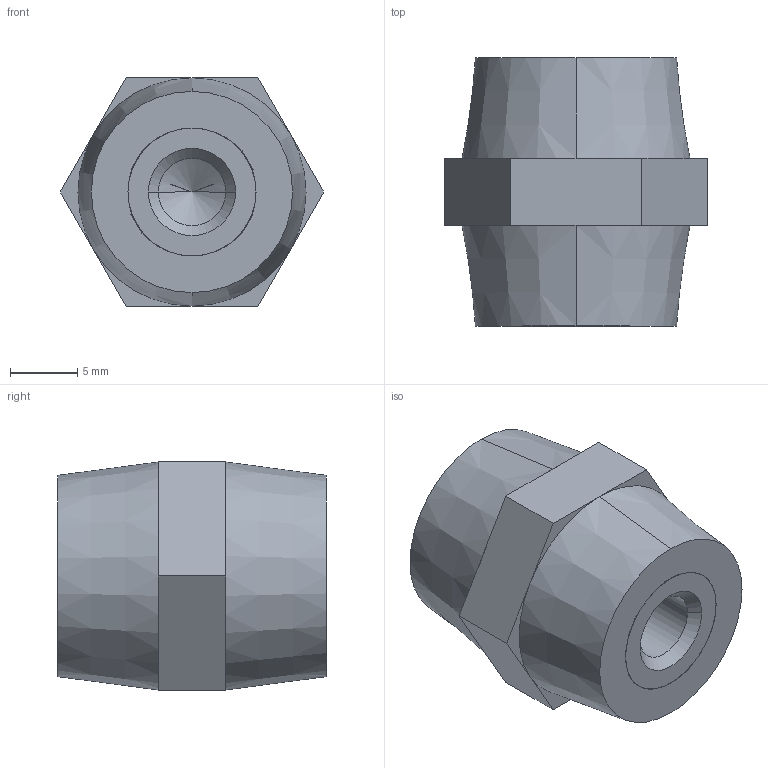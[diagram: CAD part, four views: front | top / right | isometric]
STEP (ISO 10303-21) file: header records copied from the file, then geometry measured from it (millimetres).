
FILE_DESCRIPTION (( 'STEP AP214' ), '1' );
FILE_NAME ('I20-M6.STEP', '2017-06-05T14:24:58', ( '' ), ( '' ), 'SwSTEP 2.0', 'SolidWorks 2017', '' );
FILE_SCHEMA (( 'AUTOMOTIVE_DESIGN' ));
Length unit declared in the file: millimetre
Products named in the file (3): PB1_0100(PB1_0100_06); I20-M6; PB1_0007
Assembly tree (3 placements, depth 2):
  I20-M6
    PB1_0100(PB1_0100_06)
    PB1_0007  x2
Bounding box: 19.63 x 20 x 17 mm (x, y, z)
Volume: 4066.6 mm3; surface area: 2880.4 mm2
Topology: 3 solids, 3 shells, 162 faces, 370 edges, 222 vertices
Faces by surface type: plane 82, cone 68, cylinder 12
Entity records: 3838 total; most frequent: CARTESIAN_POINT 1019, ORIENTED_EDGE 568, DIRECTION 548, EDGE_CURVE 284, AXIS2_PLACEMENT_3D 206, VERTEX_POINT 173, VECTOR 136, LINE 136
